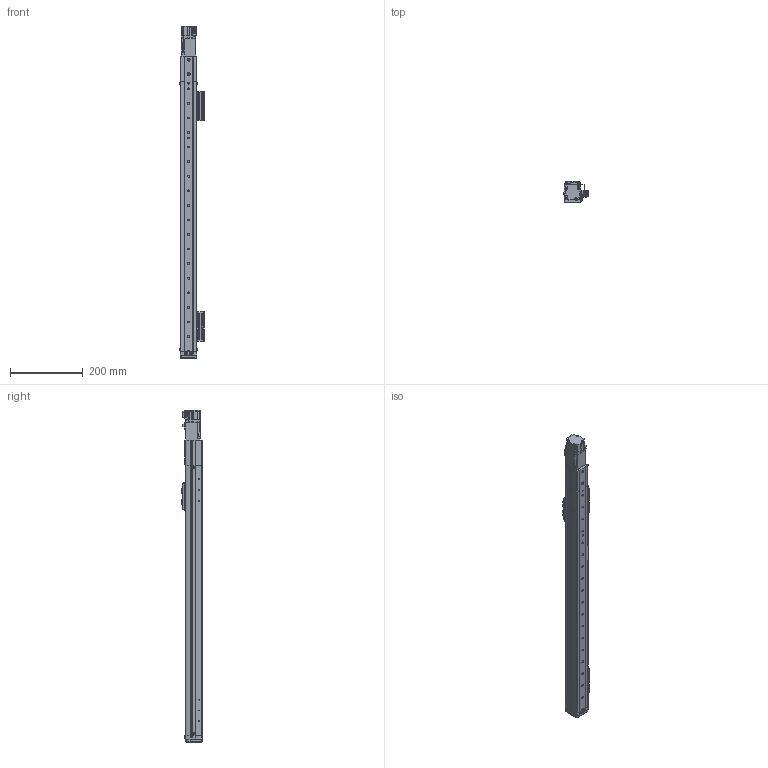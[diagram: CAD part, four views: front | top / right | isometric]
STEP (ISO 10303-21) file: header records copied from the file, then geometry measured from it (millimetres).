
FILE_DESCRIPTION (( 'STEP AP203' ), '1' );
FILE_NAME ('MA40-XXX-S-600-XX-SL-OF_憮爾賅攪辨.STEP', '2020-08-03T03:24:35', ( '彌營遵' ), ( '' ), 'SwSTEP 2.0', 'SolidWorks 2013', '' );
FILE_SCHEMA (( 'CONFIG_CONTROL_DESIGN' ));
Length unit declared in the file: millimetre
Products named in the file (28): MA奢辨 SENSOR_1; hg-kr13_; CARRIER_ル遽; MA奢辨 SENSOR_2; housing cover(S)_ル遽; MA40 SIDE COVER-600_1_ル遽; socket head cap screw_ks_KS 1003 - M3 x 10 x 10-N; socket head cap screw_ks_KS 1003 - M4 x 20 x 20-N; MA40 STEEL BELT-600_ル遽; countersunk flat cross head screw_ks_KS 1023 FC- M3 x 5-N; pan cross head_ks_KS 1023 PC- M3 x 5-N; STEEL BELT FIX(S)_ル遽; SENSOR DOG(046)(P)_ル遽; MA Sensor Brk_ル遽; BEARING CAP_ル遽; MA40 LM GUIDE(S)-600_ル遽; MA40_SENSOR DOG ASSY; EE-SX-674(奢辨 撫憮)_ル遽; DEMPER; bearing housing(堅薑)(S)_ル遽; 渠蘆 犒餌MA40 SIDE COVER-600_11_ル遽; socket head cap screw_ks_KS 1003 - M3 x 5 x 5-N; CARRIER COVER(S)_ル遽; 12WN-SS-ZZ-block(S)_賥飶; MA40-XXX-S-600-XX-SL-OF_憮爾賅攪辨; spring lock washer_ks_KS 1324 - M3; END COVER(046)(S)_ル遽; bearing housing(雖雖)_ル遽
Assembly tree (67 placements, depth 3):
  MA40-XXX-S-600-XX-SL-OF_憮爾賅攪辨
    MA40 LM GUIDE(S)-600_ル遽
    bearing housing(堅薑)(S)_ル遽
    12WN-SS-ZZ-block(S)_賥飶
    bearing housing(雖雖)_ル遽
    CARRIER_ル遽
    MA40 SIDE COVER-600_1_ル遽
    MA40 STEEL BELT-600_ル遽
    STEEL BELT FIX(S)_ル遽  x2
    BEARING CAP_ル遽
    DEMPER
    CARRIER COVER(S)_ル遽
    END COVER(046)(S)_ル遽
    hg-kr13_
    housing cover(S)_ル遽
    socket head cap screw_ks_KS 1003 - M4 x 20 x 20-N  x2
    pan cross head_ks_KS 1023 PC- M3 x 5-N  x8
    MA奢辨 SENSOR_1
      MA Sensor Brk_ル遽
      EE-SX-674(奢辨 撫憮)_ル遽  x2
      socket head cap screw_ks_KS 1003 - M3 x 5 x 5-N  x7
      spring lock washer_ks_KS 1324 - M3  x3
    MA奢辨 SENSOR_2
      MA Sensor Brk_ル遽
      EE-SX-674(奢辨 撫憮)_ル遽
      socket head cap screw_ks_KS 1003 - M3 x 5 x 5-N  x5
      spring lock washer_ks_KS 1324 - M3  x3
    socket head cap screw_ks_KS 1003 - M3 x 10 x 10-N  x4
    countersunk flat cross head screw_ks_KS 1023 FC- M3 x 5-N  x6
    MA40_SENSOR DOG ASSY
      SENSOR DOG(046)(P)_ル遽
      spring lock washer_ks_KS 1324 - M3  x2
      socket head cap screw_ks_KS 1003 - M3 x 5 x 5-N  x2
    渠蘆 犒餌MA40 SIDE COVER-600_11_ル遽
Bounding box: 67.65 x 58.5 x 911.4 mm (x, y, z)
Volume: 734833.7 mm3; surface area: 432572.2 mm2
Topology: 64 solids, 64 shells, 2811 faces, 6976 edges, 4332 vertices
Faces by surface type: plane 1444, cylinder 667, cone 299, bspline 209, torus 166, sphere 26
Entity records: 68356 total; most frequent: CARTESIAN_POINT 23536, ORIENTED_EDGE 8672, DIRECTION 7838, EDGE_CURVE 4336, VERTEX_POINT 2813, VECTOR 2690, LINE 2690, AXIS2_PLACEMENT_3D 2574
